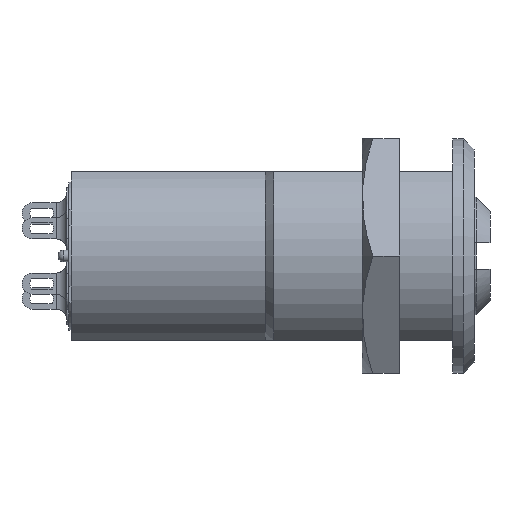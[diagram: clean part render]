
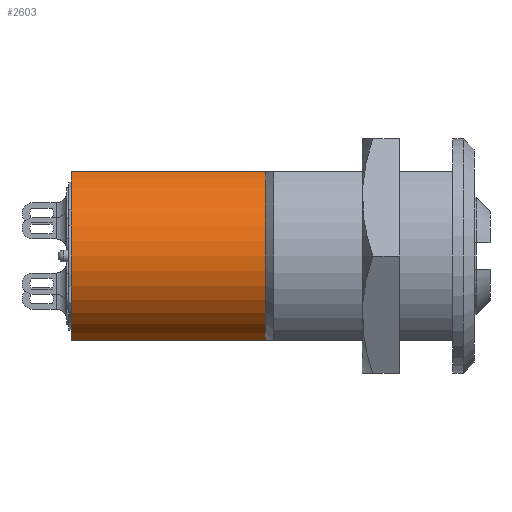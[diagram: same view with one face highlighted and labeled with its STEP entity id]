
A CAD part, front view. The second image highlights one B-rep face of the part: STEP entity #2603.
In plain terms, the highlighted cylindrical face has radius 8.6 mm (diameter 17.2 mm), a partial arc.
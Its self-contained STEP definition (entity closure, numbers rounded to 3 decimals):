
#3 = CARTESIAN_POINT ( 'NONE',  ( -7.9, -3.399, -35.8 ) ) ;
#321 = VECTOR ( 'NONE', #4982, 1000. ) ;
#675 = VERTEX_POINT ( 'NONE', #3 ) ;
#820 = DIRECTION ( 'NONE',  ( 0., 0., 1. ) ) ;
#970 = EDGE_CURVE ( 'NONE', #6299, #6797, #1897, .T. ) ;
#1255 = DIRECTION ( 'NONE',  ( 0., 0., -1. ) ) ;
#1256 = EDGE_CURVE ( 'NONE', #675, #6299, #4996, .T. ) ;
#1329 = ORIENTED_EDGE ( 'NONE', *, *, #1355, .F. ) ;
#1355 = EDGE_CURVE ( 'NONE', #6797, #4604, #7202, .T. ) ;
#1362 = CARTESIAN_POINT ( 'NONE',  ( -7.9, -3.399, 12.596 ) ) ;
#1777 = EDGE_CURVE ( 'NONE', #675, #4604, #7193, .T. ) ;
#1897 = CIRCLE ( 'NONE', #2012, 8.6 ) ;
#2012 = AXIS2_PLACEMENT_3D ( 'NONE', #3391, #7541, #4003 ) ;
#2091 = ORIENTED_EDGE ( 'NONE', *, *, #1256, .F. ) ;
#2158 = AXIS2_PLACEMENT_3D ( 'NONE', #3251, #820, #6817 ) ;
#2603 = ADVANCED_FACE ( 'NONE', ( #4056 ), #7006, .T. ) ;
#2740 = CARTESIAN_POINT ( 'NONE',  ( 0., 0., -35.8 ) ) ;
#3251 = CARTESIAN_POINT ( 'NONE',  ( 0., 0., 12.596 ) ) ;
#3362 = DIRECTION ( 'NONE',  ( 1., 0., 0. ) ) ;
#3391 = CARTESIAN_POINT ( 'NONE',  ( 0., 0., -17.6 ) ) ;
#3844 = EDGE_LOOP ( 'NONE', ( #2091, #5936, #1329, #7263 ) ) ;
#4003 = DIRECTION ( 'NONE',  ( 1., 0., 0. ) ) ;
#4056 = FACE_OUTER_BOUND ( 'NONE', #3844, .T. ) ;
#4604 = VERTEX_POINT ( 'NONE', #6538 ) ;
#4787 = CARTESIAN_POINT ( 'NONE',  ( 7.9, -3.399, -17.6 ) ) ;
#4982 = DIRECTION ( 'NONE',  ( 0., 0., 1. ) ) ;
#4996 = LINE ( 'NONE', #1362, #321 ) ;
#5639 = VECTOR ( 'NONE', #1255, 1000. ) ;
#5936 = ORIENTED_EDGE ( 'NONE', *, *, #1777, .T. ) ;
#6091 = CARTESIAN_POINT ( 'NONE',  ( -7.9, -3.399, -17.6 ) ) ;
#6299 = VERTEX_POINT ( 'NONE', #6091 ) ;
#6538 = CARTESIAN_POINT ( 'NONE',  ( 7.9, -3.399, -35.8 ) ) ;
#6797 = VERTEX_POINT ( 'NONE', #4787 ) ;
#6817 = DIRECTION ( 'NONE',  ( 1., 0., 0. ) ) ;
#6924 = DIRECTION ( 'NONE',  ( 0., 0., 1. ) ) ;
#7006 = CYLINDRICAL_SURFACE ( 'NONE', #2158, 8.6 ) ;
#7147 = AXIS2_PLACEMENT_3D ( 'NONE', #2740, #6924, #3362 ) ;
#7193 = CIRCLE ( 'NONE', #7147, 8.6 ) ;
#7202 = LINE ( 'NONE', #7219, #5639 ) ;
#7219 = CARTESIAN_POINT ( 'NONE',  ( 7.9, -3.399, 12.596 ) ) ;
#7263 = ORIENTED_EDGE ( 'NONE', *, *, #970, .F. ) ;
#7541 = DIRECTION ( 'NONE',  ( 0., 0., 1. ) ) ;
